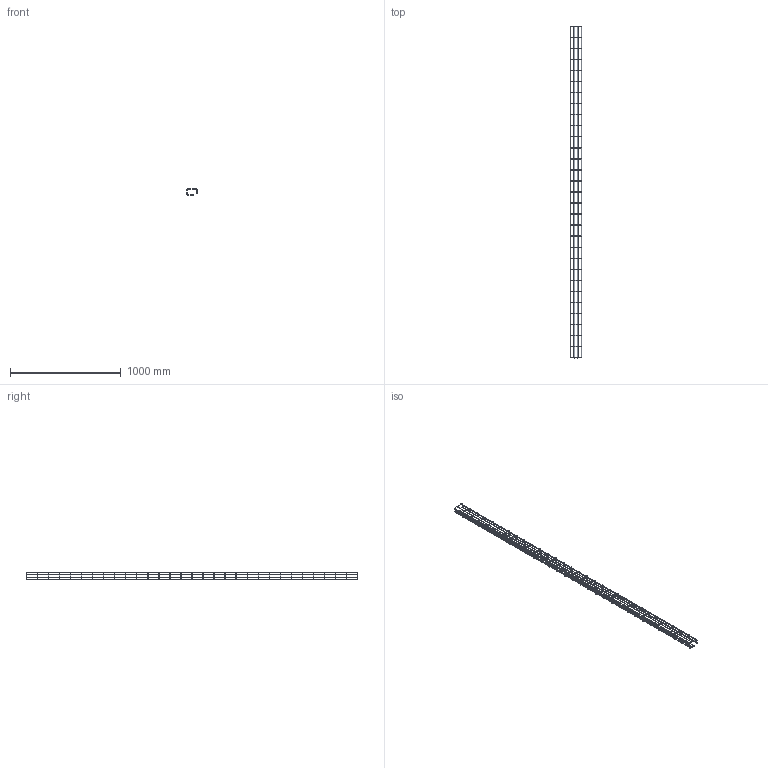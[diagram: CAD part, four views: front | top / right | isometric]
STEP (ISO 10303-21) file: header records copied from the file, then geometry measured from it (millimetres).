
FILE_DESCRIPTION((''),'2;1');
FILE_NAME('910110_PRT','2018-11-07T13:24:42',('tomasz.grudniewski'),(''),'CREO PARAMETRIC BY PTC INC, 2018260','CREO PARAMETRIC BY PTC INC, 2018260','');
FILE_SCHEMA(('CONFIG_CONTROL_DESIGN'));
Length unit declared in the file: millimetre
Products named in the file (1): 910110_PRT
Bounding box: 100 x 3004 x 69 mm (x, y, z)
Volume: 395967.1 mm3; surface area: 397568.8 mm2
Topology: 69 solids, 69 shells, 804 faces, 1440 edges, 774 vertices
Faces by surface type: cylinder 324, torus 186, plane 138, bspline 124, cone 32
Entity records: 33728 total; most frequent: CARTESIAN_POINT 18810, DIRECTION 3174, ORIENTED_EDGE 2880, EDGE_CURVE 1440, AXIS2_PLACEMENT_3D 1362, EDGE_LOOP 804, FACE_OUTER_BOUND 804, ADVANCED_FACE 804
